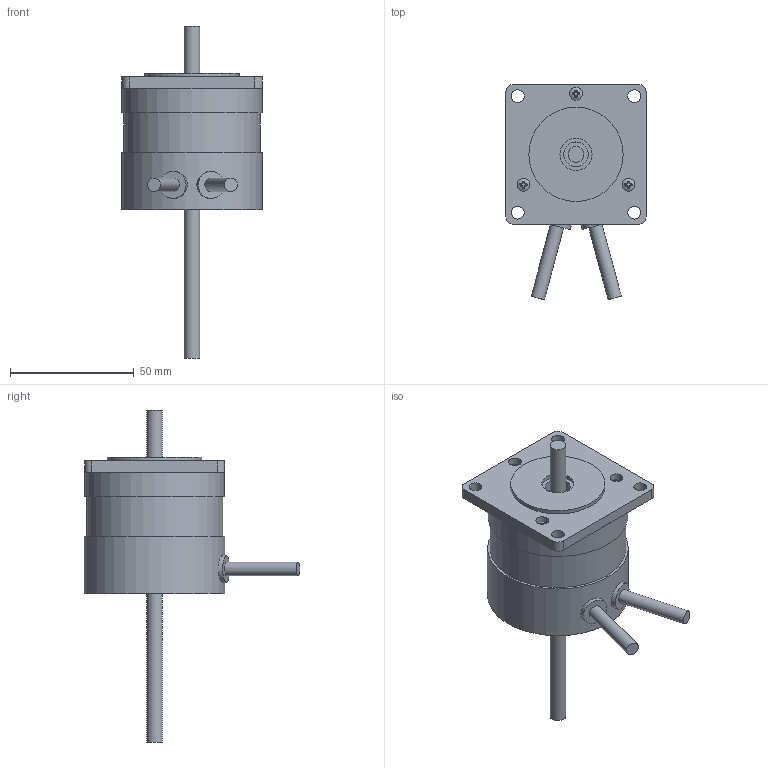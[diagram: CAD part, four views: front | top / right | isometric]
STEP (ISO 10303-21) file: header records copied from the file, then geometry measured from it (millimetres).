
FILE_DESCRIPTION(/* description */ (''),/* implementation_level */ '2;1');
FILE_NAME(/* name */ 'DB59S024035-B3.stp',/* time_stamp */ '2017-09-05T10:03:50+02:00',/* author */ ('angelika.schneid'),/* organization */ (''),/* preprocessor_version */ 'ST-DEVELOPER v16.5',/* originating_system */ 'Autodesk Inventor 2017',/* authorisation */ '');
FILE_SCHEMA (('AUTOMOTIVE_DESIGN { 1 0 10303 214 3 1 1 }'));
Length unit declared in the file: millimetre
Products named in the file (1): DB59S024035-B3
Bounding box: 56.79 x 87.09 x 134.2 mm (x, y, z)
Volume: 141013.8 mm3; surface area: 32402 mm2
Topology: 9 solids, 9 shells, 175 faces, 415 edges, 269 vertices
Faces by surface type: plane 85, cone 49, cylinder 35, sphere 3, torus 3
Full cylindrical faces by diameter (mm): 2.013 x2, 2.75 x3, 3 x3, 3.242 x2, 5.2 x7, 5.5 x2, 6.35 x3, 8.5 x1, 10 x1, 11 x2, 13 x1, 38.1 x1, 55 x1, 56.6 x1, 57 x1
Entity records: 4887 total; most frequent: CARTESIAN_POINT 980, DIRECTION 838, ORIENTED_EDGE 714, EDGE_CURVE 357, AXIS2_PLACEMENT_3D 355, VERTEX_POINT 261, EDGE_LOOP 250, FACE_OUTER_BOUND 175
